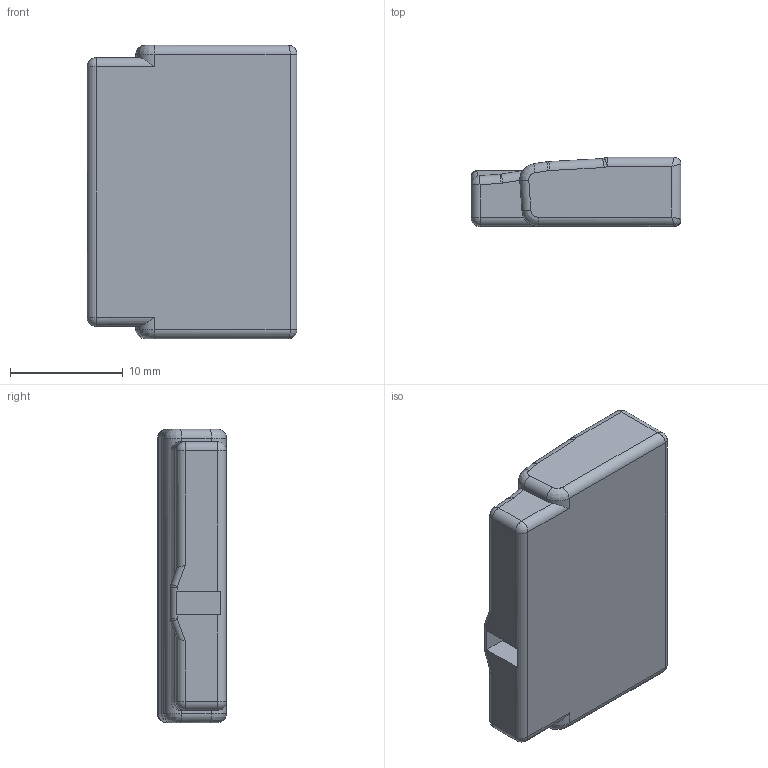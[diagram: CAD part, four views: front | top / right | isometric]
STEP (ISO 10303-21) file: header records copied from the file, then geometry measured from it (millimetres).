
FILE_DESCRIPTION (( 'STEP AP203' ), '1' );
FILE_NAME ('2773-405.step', '2024-11-06T21:08:21', ( '' ), ( '' ), 'SwSTEP 2.0', 'SolidWorks 2023', '' );
FILE_SCHEMA (( 'CONFIG_CONTROL_DESIGN' ));
Length unit declared in the file: millimetre
Products named in the file (1): 2773-405
Bounding box: 18.6 x 6.1 x 26 mm (x, y, z)
Volume: 2373.6 mm3; surface area: 1635.2 mm2
Topology: 1 solids, 1 shells, 190 faces, 503 edges, 314 vertices
Faces by surface type: plane 91, cylinder 79, bspline 10, sphere 6, torus 4
Entity records: 6383 total; most frequent: CARTESIAN_POINT 1711, ORIENTED_EDGE 994, DIRECTION 905, EDGE_CURVE 497, VECTOR 323, LINE 323, VERTEX_POINT 314, AXIS2_PLACEMENT_3D 291
